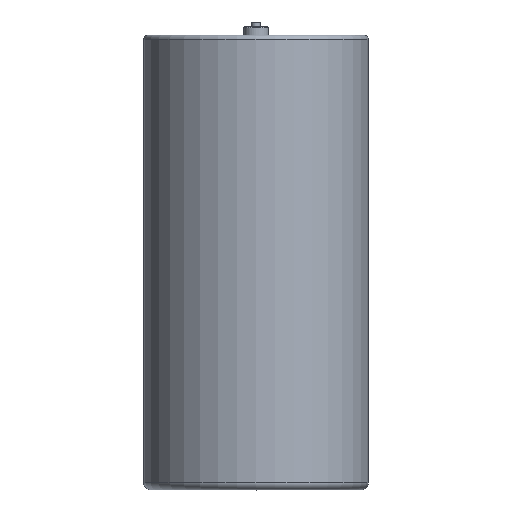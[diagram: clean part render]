
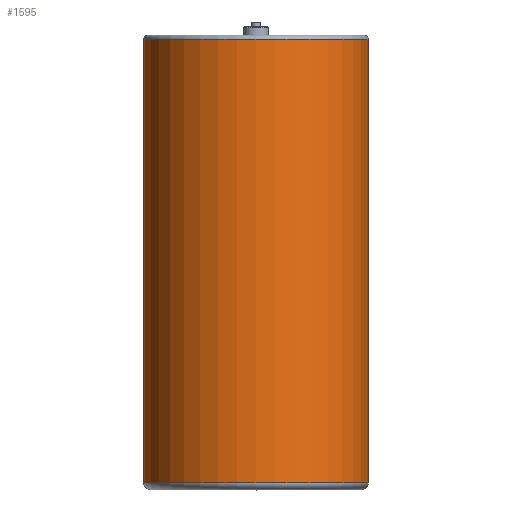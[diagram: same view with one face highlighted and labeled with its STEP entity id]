
A CAD part, top view. The second image highlights one B-rep face of the part: STEP entity #1595.
In plain terms, the highlighted cylindrical face has radius 80 mm (diameter 160 mm), a full revolution.
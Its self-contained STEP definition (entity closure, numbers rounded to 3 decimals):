
#8 = AXIS2_PLACEMENT_3D ( 'NONE', #3022, #4050, #2699 ) ;
#220 = CIRCLE ( 'NONE', #8, 80. ) ;
#443 = CARTESIAN_POINT ( 'NONE',  ( 0., -235.139, 0. ) ) ;
#475 = CYLINDRICAL_SURFACE ( 'NONE', #1483, 80. ) ;
#632 = CARTESIAN_POINT ( 'NONE',  ( 80., 80.861, 0. ) ) ;
#743 = DIRECTION ( 'NONE',  ( -1., 0., 0. ) ) ;
#989 = EDGE_CURVE ( 'NONE', #1932, #1932, #220, .T. ) ;
#1037 = ORIENTED_EDGE ( 'NONE', *, *, #989, .T. ) ;
#1067 = CARTESIAN_POINT ( 'NONE',  ( 0., 83.861, 0. ) ) ;
#1128 = DIRECTION ( 'NONE',  ( 0., 1., 0. ) ) ;
#1293 = EDGE_LOOP ( 'NONE', ( #1037 ) ) ;
#1483 = AXIS2_PLACEMENT_3D ( 'NONE', #1067, #1128, #2128 ) ;
#1595 = ADVANCED_FACE ( 'NONE', ( #4077, #3436 ), #475, .T. ) ;
#1764 = AXIS2_PLACEMENT_3D ( 'NONE', #443, #3381, #743 ) ;
#1901 = CIRCLE ( 'NONE', #1764, 80. ) ;
#1932 = VERTEX_POINT ( 'NONE', #632 ) ;
#1954 = VERTEX_POINT ( 'NONE', #3932 ) ;
#2128 = DIRECTION ( 'NONE',  ( -1., 0., 0. ) ) ;
#2293 = ORIENTED_EDGE ( 'NONE', *, *, #3425, .T. ) ;
#2699 = DIRECTION ( 'NONE',  ( 1., 0., 0. ) ) ;
#3022 = CARTESIAN_POINT ( 'NONE',  ( 0., 80.861, 0. ) ) ;
#3381 = DIRECTION ( 'NONE',  ( 0., 1., 0. ) ) ;
#3425 = EDGE_CURVE ( 'NONE', #1954, #1954, #1901, .T. ) ;
#3436 = FACE_OUTER_BOUND ( 'NONE', #4071, .T. ) ;
#3932 = CARTESIAN_POINT ( 'NONE',  ( -80., -235.139, 0. ) ) ;
#4050 = DIRECTION ( 'NONE',  ( 0., -1., 0. ) ) ;
#4071 = EDGE_LOOP ( 'NONE', ( #2293 ) ) ;
#4077 = FACE_OUTER_BOUND ( 'NONE', #1293, .T. ) ;
